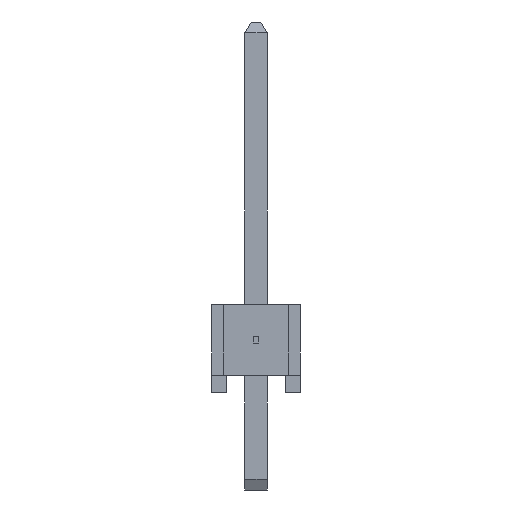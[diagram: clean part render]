
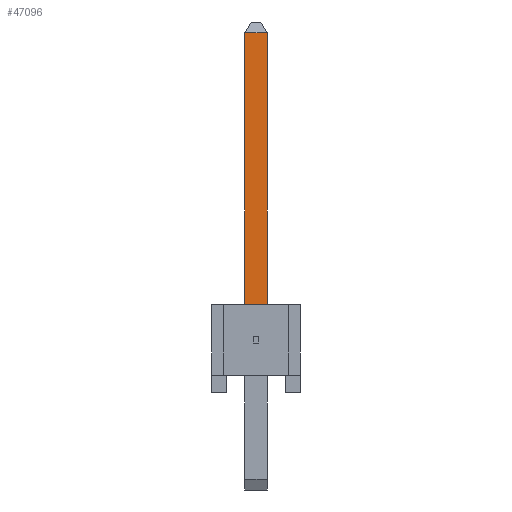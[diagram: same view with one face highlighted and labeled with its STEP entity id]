
A CAD part, left-side view. The second image highlights one B-rep face of the part: STEP entity #47096.
In plain terms, the highlighted planar face has unit normal (-1, 0, 0).
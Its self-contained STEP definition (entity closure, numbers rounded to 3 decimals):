
#47096 = ADVANCED_FACE('',(#47097),#47131,.F.);
#47097 = FACE_BOUND('',#47098,.T.);
#47098 = EDGE_LOOP('',(#47099,#47109,#47117,#47125));
#47099 = ORIENTED_EDGE('',*,*,#47100,.T.);
#47100 = EDGE_CURVE('',#47101,#47103,#47105,.T.);
#47101 = VERTEX_POINT('',#47102);
#47102 = CARTESIAN_POINT('',(-47.308,13.157,0.318));
#47103 = VERTEX_POINT('',#47104);
#47104 = CARTESIAN_POINT('',(-47.308,13.157,-0.318));
#47105 = LINE('',#47106,#47107);
#47106 = CARTESIAN_POINT('',(-47.308,13.157,2.54));
#47107 = VECTOR('',#47108,1.);
#47108 = DIRECTION('',(0.,0.,-1.));
#47109 = ORIENTED_EDGE('',*,*,#47110,.T.);
#47110 = EDGE_CURVE('',#47103,#47111,#47113,.T.);
#47111 = VERTEX_POINT('',#47112);
#47112 = CARTESIAN_POINT('',(-47.308,4.191,-0.318));
#47113 = LINE('',#47114,#47115);
#47114 = CARTESIAN_POINT('',(-47.308,13.462,-0.318));
#47115 = VECTOR('',#47116,1.);
#47116 = DIRECTION('',(0.,-1.,0.));
#47117 = ORIENTED_EDGE('',*,*,#47118,.F.);
#47118 = EDGE_CURVE('',#47119,#47111,#47121,.T.);
#47119 = VERTEX_POINT('',#47120);
#47120 = CARTESIAN_POINT('',(-47.308,4.191,0.318));
#47121 = LINE('',#47122,#47123);
#47122 = CARTESIAN_POINT('',(-47.308,4.191,0.318));
#47123 = VECTOR('',#47124,1.);
#47124 = DIRECTION('',(0.,0.,-1.));
#47125 = ORIENTED_EDGE('',*,*,#47126,.F.);
#47126 = EDGE_CURVE('',#47101,#47119,#47127,.T.);
#47127 = LINE('',#47128,#47129);
#47128 = CARTESIAN_POINT('',(-47.308,13.462,0.318));
#47129 = VECTOR('',#47130,1.);
#47130 = DIRECTION('',(0.,-1.,0.));
#47131 = PLANE('',#47132);
#47132 = AXIS2_PLACEMENT_3D('',#47133,#47134,#47135);
#47133 = CARTESIAN_POINT('',(-47.308,13.462,0.318));
#47134 = DIRECTION('',(1.,0.,0.));
#47135 = DIRECTION('',(0.,0.,-1.));
